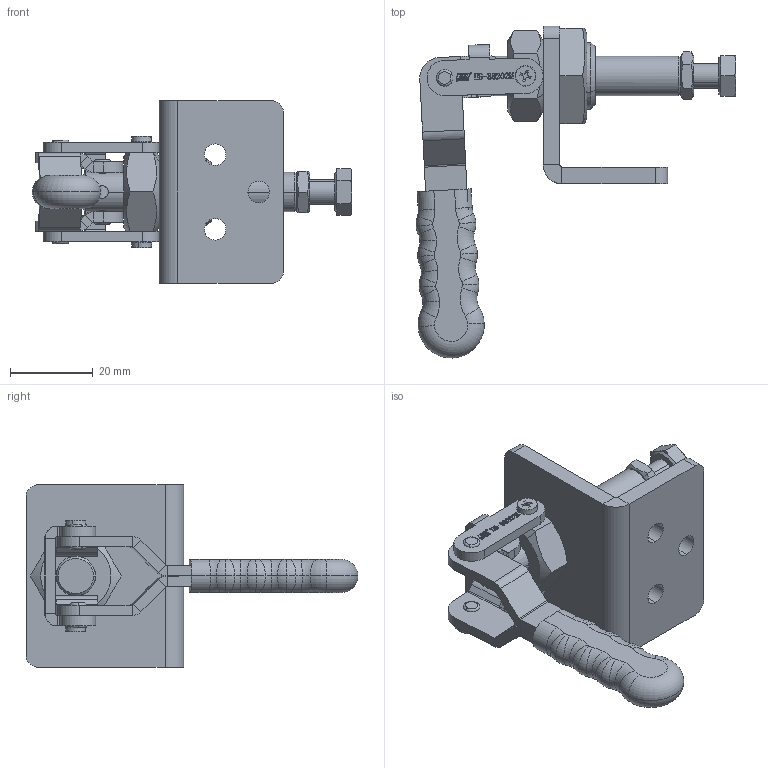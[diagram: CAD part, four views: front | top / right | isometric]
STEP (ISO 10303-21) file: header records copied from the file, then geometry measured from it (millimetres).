
FILE_DESCRIPTION (( 'STEP AP203' ), '1' );
FILE_NAME ('HS-36202M 装配体.STEP', '2018-12-07T04:12:37', ( 'PCOS' ), ( '微软中国' ), 'SwSTEP 2.0', 'SolidWorks 2012', '' );
FILE_SCHEMA (( 'CONFIG_CONTROL_DESIGN' ));
Length unit declared in the file: millimetre
Products named in the file (14): HS-36202M 蚾饜极; HS-26203; hex thin nuts-grades ab-chamfered gb_GB_FASTENER_NUT_STNAB M6-N; hexagon head bolts-full thread gb_GB_FASTENER_BOLT_STBAB A M6X25-C; cross recessed cheese head screws type a gb_GB_CROSS_SCREWS_TYPE135 M3X6-C; 种2; 种1; 挴裝; 忒梟酘; 忒梟衵; 忒參; 蹟譫; 蟀裝; 嘐隅俋蹟恇
Assembly tree (15 placements, depth 2):
  HS-36202M 蚾饜极
    嘐隅俋蹟恇
    蟀裝
    蹟譫
    忒參
    忒梟衵
    忒梟酘
    挴裝
    种1  x2
    种2
    cross recessed cheese head screws type a gb_GB_CROSS_SCREWS_TYPE135 M3X6-C  x2
    hexagon head bolts-full thread gb_GB_FASTENER_BOLT_STBAB A M6X25-C
    hex thin nuts-grades ab-chamfered gb_GB_FASTENER_NUT_STNAB M6-N
    HS-26203
Bounding box: 77.09 x 80 x 44 mm (x, y, z)
Volume: 27152.8 mm3; surface area: 19603.8 mm2
Topology: 15 solids, 15 shells, 792 faces, 2011 edges, 1286 vertices
Faces by surface type: plane 382, bspline 162, cylinder 138, torus 68, cone 42
Entity records: 31569 total; most frequent: CARTESIAN_POINT 12621, ORIENTED_EDGE 3842, DIRECTION 3189, EDGE_CURVE 1921, VERTEX_POINT 1228, LINE 1085, VECTOR 1085, AXIS2_PLACEMENT_3D 1052
